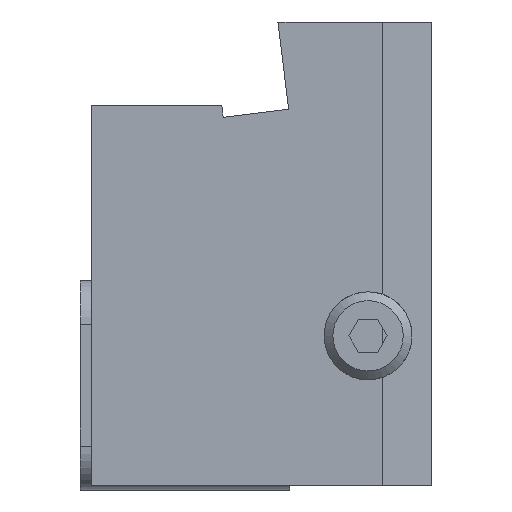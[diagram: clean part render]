
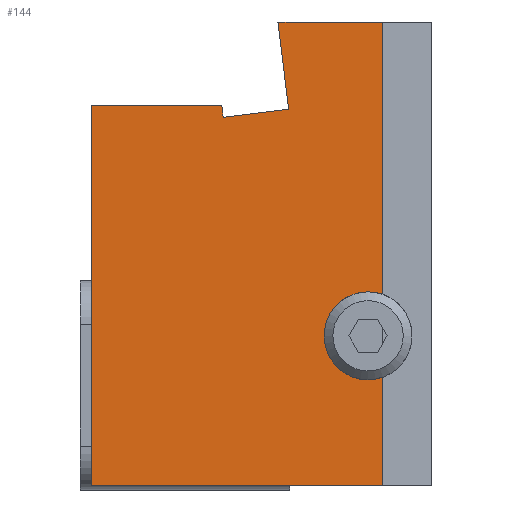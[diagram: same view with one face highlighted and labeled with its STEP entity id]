
A CAD part, left-side view. The second image highlights one B-rep face of the part: STEP entity #144.
In plain terms, the highlighted planar face has unit normal (-1, 0, 0).
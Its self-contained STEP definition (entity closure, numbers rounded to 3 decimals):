
#121=CIRCLE('',#860,4.);
#144=ADVANCED_FACE('',(#212),#182,.F.);
#182=PLANE('',#861);
#212=FACE_OUTER_BOUND('',#244,.T.);
#244=EDGE_LOOP('',(#330,#331,#332,#333,#334,#335,#336,#337,#338,#339));
#330=ORIENTED_EDGE('',*,*,#568,.T.);
#331=ORIENTED_EDGE('',*,*,#569,.T.);
#332=ORIENTED_EDGE('',*,*,#570,.T.);
#333=ORIENTED_EDGE('',*,*,#546,.F.);
#334=ORIENTED_EDGE('',*,*,#567,.F.);
#335=ORIENTED_EDGE('',*,*,#564,.F.);
#336=ORIENTED_EDGE('',*,*,#562,.F.);
#337=ORIENTED_EDGE('',*,*,#560,.F.);
#338=ORIENTED_EDGE('',*,*,#535,.F.);
#339=ORIENTED_EDGE('',*,*,#559,.F.);
#471=VERTEX_POINT('',#1131);
#472=VERTEX_POINT('',#1133);
#481=VERTEX_POINT('',#1155);
#482=VERTEX_POINT('',#1156);
#490=VERTEX_POINT('',#1178);
#491=VERTEX_POINT('',#1182);
#492=VERTEX_POINT('',#1186);
#493=VERTEX_POINT('',#1190);
#494=VERTEX_POINT('',#1197);
#495=VERTEX_POINT('',#1199);
#535=EDGE_CURVE('',#471,#472,#629,.T.);
#546=EDGE_CURVE('',#481,#482,#640,.T.);
#559=EDGE_CURVE('',#490,#471,#652,.T.);
#560=EDGE_CURVE('',#472,#491,#653,.T.);
#562=EDGE_CURVE('',#491,#492,#655,.T.);
#564=EDGE_CURVE('',#492,#493,#657,.T.);
#567=EDGE_CURVE('',#493,#481,#660,.T.);
#568=EDGE_CURVE('',#490,#494,#661,.T.);
#569=EDGE_CURVE('',#494,#495,#121,.T.);
#570=EDGE_CURVE('',#495,#482,#662,.T.);
#629=LINE('',#1132,#707);
#640=LINE('',#1154,#718);
#652=LINE('',#1179,#730);
#653=LINE('',#1181,#731);
#655=LINE('',#1185,#733);
#657=LINE('',#1189,#735);
#660=LINE('',#1194,#738);
#661=LINE('',#1196,#739);
#662=LINE('',#1200,#740);
#707=VECTOR('',#922,1.);
#718=VECTOR('',#937,1.);
#730=VECTOR('',#955,1.);
#731=VECTOR('',#958,1.);
#733=VECTOR('',#962,1.);
#735=VECTOR('',#966,1.);
#738=VECTOR('',#971,1.);
#739=VECTOR('',#974,1.);
#740=VECTOR('',#977,1.);
#860=AXIS2_PLACEMENT_3D('',#1198,#975,#976);
#861=AXIS2_PLACEMENT_3D('',#1201,#978,#979);
#922=DIRECTION('',(0.,0.,1.));
#937=DIRECTION('',(0.,-1.,0.));
#955=DIRECTION('',(0.,1.,0.));
#958=DIRECTION('',(0.,-1.,0.));
#962=DIRECTION('',(0.,-0.122,-0.993));
#966=DIRECTION('',(0.,-0.993,0.122));
#971=DIRECTION('',(0.,0.122,0.993));
#974=DIRECTION('',(0.,0.,1.));
#975=DIRECTION('',(1.,0.,0.));
#976=DIRECTION('',(0.,1.,0.));
#977=DIRECTION('',(0.,0.,1.));
#978=DIRECTION('',(1.,0.,0.));
#979=DIRECTION('',(0.,1.,0.));
#1131=CARTESIAN_POINT('',(0.,31.,-34.6));
#1132=CARTESIAN_POINT('',(0.,31.,-34.6));
#1133=CARTESIAN_POINT('',(0.,31.,0.));
#1154=CARTESIAN_POINT('',(0.,14.,7.6));
#1155=CARTESIAN_POINT('',(0.,14.,7.6));
#1156=CARTESIAN_POINT('',(0.,4.5,7.6));
#1178=CARTESIAN_POINT('',(0.,4.5,-34.6));
#1179=CARTESIAN_POINT('',(0.,0.,-34.6));
#1181=CARTESIAN_POINT('',(0.,0.,0.));
#1182=CARTESIAN_POINT('',(0.,19.112,0.));
#1185=CARTESIAN_POINT('',(0.,19.112,0.));
#1186=CARTESIAN_POINT('',(0.,18.98,-1.072));
#1189=CARTESIAN_POINT('',(0.,18.98,-1.072));
#1190=CARTESIAN_POINT('',(0.,13.025,-0.34));
#1194=CARTESIAN_POINT('',(0.,13.025,-0.34));
#1196=CARTESIAN_POINT('',(0.,4.5,7.6));
#1197=CARTESIAN_POINT('',(0.,4.5,-24.748));
#1198=CARTESIAN_POINT('',(0.,5.803,-20.967));
#1199=CARTESIAN_POINT('',(0.,4.5,-17.185));
#1200=CARTESIAN_POINT('',(0.,4.5,7.6));
#1201=CARTESIAN_POINT('',(0.,0.,7.6));
